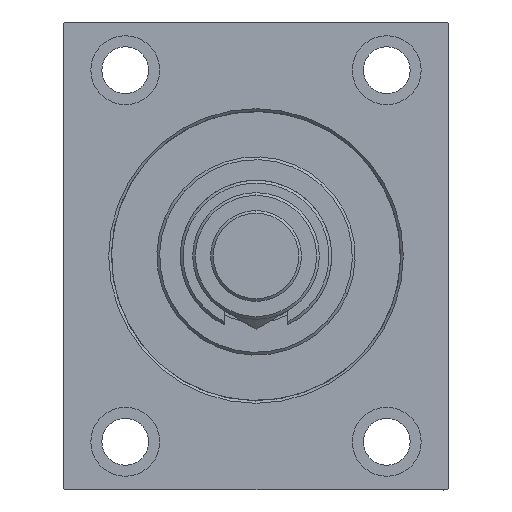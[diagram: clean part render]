
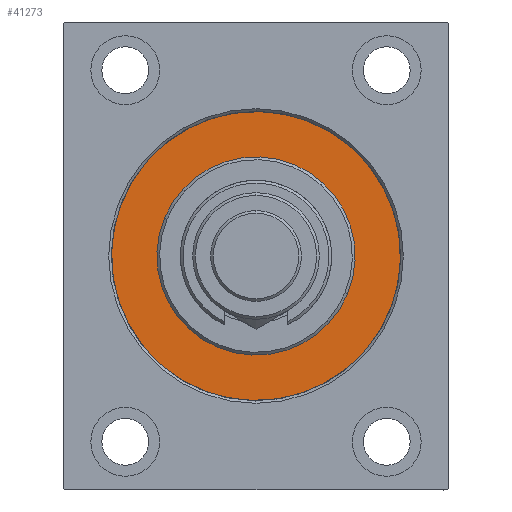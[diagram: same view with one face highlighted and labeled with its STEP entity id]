
A CAD part, left-side view. The second image highlights one B-rep face of the part: STEP entity #41273.
In plain terms, the highlighted face is planar.
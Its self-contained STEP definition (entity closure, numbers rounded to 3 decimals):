
#545 = CARTESIAN_POINT ( 'NONE',  ( 0., 0., 0. ) ) ;
#1131 = CIRCLE ( 'NONE', #37834, 52.5 ) ;
#2102 = FACE_BOUND ( 'NONE', #24081, .T. ) ;
#4426 = DIRECTION ( 'NONE',  ( 0., 0., 1. ) ) ;
#8485 = DIRECTION ( 'NONE',  ( -1., 0., 0. ) ) ;
#8605 = CARTESIAN_POINT ( 'NONE',  ( 0., 0., 0. ) ) ;
#12283 = CIRCLE ( 'NONE', #25296, 36. ) ;
#12602 = CIRCLE ( 'NONE', #30979, 52.5 ) ;
#12892 = DIRECTION ( 'NONE',  ( -1., 0., 0. ) ) ;
#14704 = DIRECTION ( 'NONE',  ( 1., 0., 0. ) ) ;
#14881 = ORIENTED_EDGE ( 'NONE', *, *, #21838, .F. ) ;
#16485 = PLANE ( 'NONE',  #18886 ) ;
#17442 = ORIENTED_EDGE ( 'NONE', *, *, #36576, .F. ) ;
#18535 = DIRECTION ( 'NONE',  ( 0., 0., -1. ) ) ;
#18886 = AXIS2_PLACEMENT_3D ( 'NONE', #45727, #12892, #27508 ) ;
#21413 = VERTEX_POINT ( 'NONE', #31624 ) ;
#21838 = EDGE_CURVE ( 'NONE', #21413, #26027, #12283, .T. ) ;
#23991 = EDGE_CURVE ( 'NONE', #26027, #21413, #33775, .T. ) ;
#24081 = EDGE_LOOP ( 'NONE', ( #47449, #14881 ) ) ;
#25033 = CARTESIAN_POINT ( 'NONE',  ( 0., 0., 0. ) ) ;
#25296 = AXIS2_PLACEMENT_3D ( 'NONE', #25033, #14704, #18535 ) ;
#26027 = VERTEX_POINT ( 'NONE', #38349 ) ;
#26231 = CARTESIAN_POINT ( 'NONE',  ( 0., 0., 0. ) ) ;
#27508 = DIRECTION ( 'NONE',  ( 0., 0., 1. ) ) ;
#29550 = DIRECTION ( 'NONE',  ( 0., 0., -1. ) ) ;
#30385 = FACE_OUTER_BOUND ( 'NONE', #44057, .T. ) ;
#30420 = DIRECTION ( 'NONE',  ( 0., 0., 1. ) ) ;
#30979 = AXIS2_PLACEMENT_3D ( 'NONE', #8605, #38741, #30420 ) ;
#31624 = CARTESIAN_POINT ( 'NONE',  ( 0., 0., -36. ) ) ;
#32717 = EDGE_CURVE ( 'NONE', #33468, #45796, #12602, .T. ) ;
#33146 = DIRECTION ( 'NONE',  ( 1., 0., 0. ) ) ;
#33468 = VERTEX_POINT ( 'NONE', #36667 ) ;
#33775 = CIRCLE ( 'NONE', #37565, 36. ) ;
#35466 = CARTESIAN_POINT ( 'NONE',  ( 0., 0., 52.5 ) ) ;
#36576 = EDGE_CURVE ( 'NONE', #45796, #33468, #1131, .T. ) ;
#36667 = CARTESIAN_POINT ( 'NONE',  ( 0., 0., -52.5 ) ) ;
#37565 = AXIS2_PLACEMENT_3D ( 'NONE', #545, #33146, #29550 ) ;
#37834 = AXIS2_PLACEMENT_3D ( 'NONE', #26231, #8485, #4426 ) ;
#38349 = CARTESIAN_POINT ( 'NONE',  ( 0., 0., 36. ) ) ;
#38741 = DIRECTION ( 'NONE',  ( -1., 0., 0. ) ) ;
#41273 = ADVANCED_FACE ( 'NONE', ( #2102, #30385 ), #16485, .F. ) ;
#43148 = ORIENTED_EDGE ( 'NONE', *, *, #32717, .F. ) ;
#44057 = EDGE_LOOP ( 'NONE', ( #43148, #17442 ) ) ;
#45727 = CARTESIAN_POINT ( 'NONE',  ( 0., 0., 0. ) ) ;
#45796 = VERTEX_POINT ( 'NONE', #35466 ) ;
#47449 = ORIENTED_EDGE ( 'NONE', *, *, #23991, .F. ) ;
